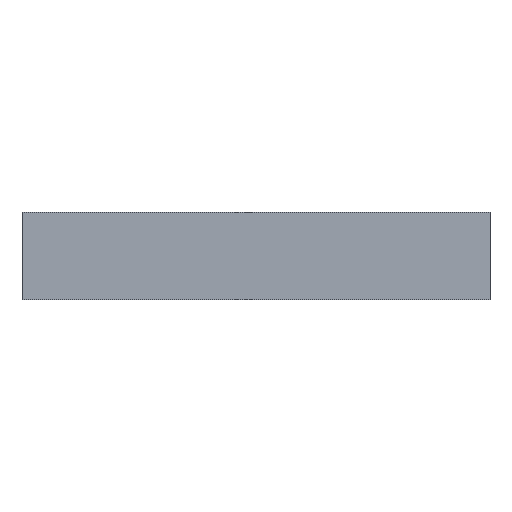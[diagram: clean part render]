
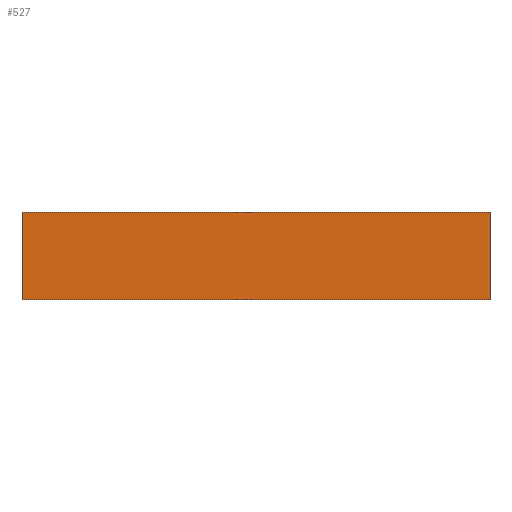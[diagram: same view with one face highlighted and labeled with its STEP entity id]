
A CAD part, front view. The second image highlights one B-rep face of the part: STEP entity #527.
In plain terms, the highlighted planar face has unit normal (0, -1, 0).
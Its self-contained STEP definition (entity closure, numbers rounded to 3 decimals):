
#45 = CARTESIAN_POINT ( 'NONE',  ( 0., 0., 0. ) ) ;
#83 = CARTESIAN_POINT ( 'NONE',  ( 96., 0., 0. ) ) ;
#90 = VERTEX_POINT ( 'NONE', #83 ) ;
#145 = VERTEX_POINT ( 'NONE', #158 ) ;
#148 = VERTEX_POINT ( 'NONE', #177 ) ;
#155 = VERTEX_POINT ( 'NONE', #45 ) ;
#156 = DIRECTION ( 'NONE',  ( 0., 0., 1. ) ) ;
#158 = CARTESIAN_POINT ( 'NONE',  ( 96., 0., 18. ) ) ;
#162 = DIRECTION ( 'NONE',  ( 0., 1., 0. ) ) ;
#165 = PLANE ( 'NONE',  #1019 ) ;
#166 = CARTESIAN_POINT ( 'NONE',  ( 0., 0., 18. ) ) ;
#177 = CARTESIAN_POINT ( 'NONE',  ( 0., 0., 18. ) ) ;
#342 = DIRECTION ( 'NONE',  ( 1., 0., 0. ) ) ;
#385 = DIRECTION ( 'NONE',  ( 1., 0., 0. ) ) ;
#388 = CARTESIAN_POINT ( 'NONE',  ( 96., 0., 18. ) ) ;
#395 = CARTESIAN_POINT ( 'NONE',  ( 0., 0., 18. ) ) ;
#400 = CARTESIAN_POINT ( 'NONE',  ( 0., 0., 0. ) ) ;
#405 = DIRECTION ( 'NONE',  ( 0., 0., -1. ) ) ;
#406 = DIRECTION ( 'NONE',  ( 0., 0., -1. ) ) ;
#408 = CARTESIAN_POINT ( 'NONE',  ( 0., 0., 18. ) ) ;
#527 = ADVANCED_FACE ( 'NONE', ( #647 ), #165, .F. ) ;
#561 = VECTOR ( 'NONE', #385, 1000. ) ;
#577 = LINE ( 'NONE', #395, #861 ) ;
#620 = LINE ( 'NONE', #408, #679 ) ;
#647 = FACE_OUTER_BOUND ( 'NONE', #752, .T. ) ;
#652 = LINE ( 'NONE', #400, #561 ) ;
#672 = ORIENTED_EDGE ( 'NONE', *, *, #1091, .F. ) ;
#679 = VECTOR ( 'NONE', #342, 1000. ) ;
#752 = EDGE_LOOP ( 'NONE', ( #926, #672, #887, #917 ) ) ;
#829 = VECTOR ( 'NONE', #406, 1000. ) ;
#861 = VECTOR ( 'NONE', #405, 1000. ) ;
#865 = LINE ( 'NONE', #388, #829 ) ;
#887 = ORIENTED_EDGE ( 'NONE', *, *, #1092, .F. ) ;
#917 = ORIENTED_EDGE ( 'NONE', *, *, #1102, .T. ) ;
#926 = ORIENTED_EDGE ( 'NONE', *, *, #1098, .T. ) ;
#1019 = AXIS2_PLACEMENT_3D ( 'NONE', #166, #162, #156 ) ;
#1091 = EDGE_CURVE ( 'NONE', #145, #90, #865, .T. ) ;
#1092 = EDGE_CURVE ( 'NONE', #148, #145, #620, .T. ) ;
#1098 = EDGE_CURVE ( 'NONE', #155, #90, #652, .T. ) ;
#1102 = EDGE_CURVE ( 'NONE', #148, #155, #577, .T. ) ;
